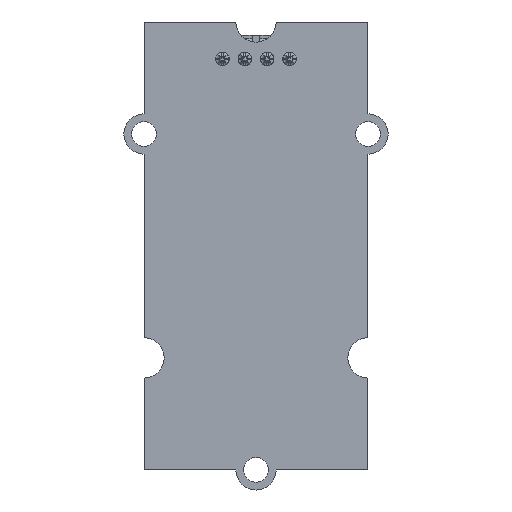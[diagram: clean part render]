
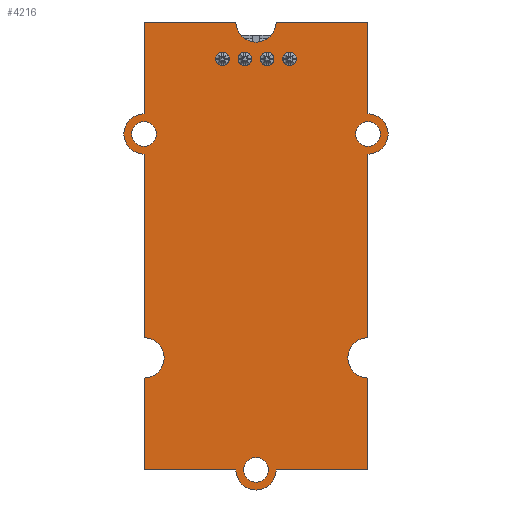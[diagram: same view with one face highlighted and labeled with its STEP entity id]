
A CAD part, front view. The second image highlights one B-rep face of the part: STEP entity #4216.
In plain terms, the highlighted planar face has unit normal (0, -1, 0).
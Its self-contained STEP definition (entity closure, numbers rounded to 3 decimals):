
#309=FACE_BOUND('',#578,.T.);
#310=FACE_BOUND('',#579,.T.);
#311=FACE_BOUND('',#580,.T.);
#319=FACE_OUTER_BOUND('',#577,.T.);
#577=EDGE_LOOP('',(#2836,#2837,#2838,#2839,#2840,#2841,#2842,#2843,#2844,
#2845,#2846,#2847,#2848,#2849,#2850,#2851));
#578=EDGE_LOOP('',(#2852));
#579=EDGE_LOOP('',(#2853));
#580=EDGE_LOOP('',(#2854));
#849=CIRCLE('',#4517,1.8);
#850=CIRCLE('',#4518,1.8);
#851=CIRCLE('',#4519,1.8);
#852=CIRCLE('',#4520,1.8);
#853=CIRCLE('',#4521,1.8);
#854=CIRCLE('',#4522,1.8);
#855=CIRCLE('',#4523,1.1);
#856=CIRCLE('',#4524,1.1);
#857=CIRCLE('',#4525,1.1);
#968=LINE('',#6025,#1407);
#969=LINE('',#6027,#1408);
#970=LINE('',#6031,#1409);
#971=LINE('',#6035,#1410);
#972=LINE('',#6037,#1411);
#973=LINE('',#6041,#1412);
#974=LINE('',#6043,#1413);
#975=LINE('',#6047,#1414);
#976=LINE('',#6051,#1415);
#977=LINE('',#6053,#1416);
#1407=VECTOR('',#4886,8.2);
#1408=VECTOR('',#4887,8.2);
#1409=VECTOR('',#4890,16.4);
#1410=VECTOR('',#4893,8.2);
#1411=VECTOR('',#4894,8.2);
#1412=VECTOR('',#4897,8.2);
#1413=VECTOR('',#4898,8.2);
#1414=VECTOR('',#4901,16.4);
#1415=VECTOR('',#4904,8.2);
#1416=VECTOR('',#4905,8.2);
#1855=VERTEX_POINT('',#6023);
#1856=VERTEX_POINT('',#6024);
#1857=VERTEX_POINT('',#6026);
#1858=VERTEX_POINT('',#6028);
#1859=VERTEX_POINT('',#6030);
#1860=VERTEX_POINT('',#6032);
#1861=VERTEX_POINT('',#6034);
#1862=VERTEX_POINT('',#6036);
#1863=VERTEX_POINT('',#6038);
#1864=VERTEX_POINT('',#6040);
#1865=VERTEX_POINT('',#6042);
#1866=VERTEX_POINT('',#6044);
#1867=VERTEX_POINT('',#6046);
#1868=VERTEX_POINT('',#6048);
#1869=VERTEX_POINT('',#6050);
#1870=VERTEX_POINT('',#6052);
#1871=VERTEX_POINT('',#6055);
#1872=VERTEX_POINT('',#6057);
#1873=VERTEX_POINT('',#6059);
#2231=EDGE_CURVE('',#1855,#1856,#968,.T.);
#2232=EDGE_CURVE('',#1857,#1855,#969,.T.);
#2233=EDGE_CURVE('',#1858,#1857,#849,.T.);
#2234=EDGE_CURVE('',#1859,#1858,#970,.T.);
#2235=EDGE_CURVE('',#1860,#1859,#850,.T.);
#2236=EDGE_CURVE('',#1861,#1860,#971,.T.);
#2237=EDGE_CURVE('',#1862,#1861,#972,.T.);
#2238=EDGE_CURVE('',#1863,#1862,#851,.T.);
#2239=EDGE_CURVE('',#1864,#1863,#973,.T.);
#2240=EDGE_CURVE('',#1865,#1864,#974,.T.);
#2241=EDGE_CURVE('',#1866,#1865,#852,.T.);
#2242=EDGE_CURVE('',#1867,#1866,#975,.T.);
#2243=EDGE_CURVE('',#1868,#1867,#853,.T.);
#2244=EDGE_CURVE('',#1869,#1868,#976,.T.);
#2245=EDGE_CURVE('',#1870,#1869,#977,.T.);
#2246=EDGE_CURVE('',#1856,#1870,#854,.T.);
#2247=EDGE_CURVE('',#1871,#1871,#855,.T.);
#2248=EDGE_CURVE('',#1872,#1872,#856,.T.);
#2249=EDGE_CURVE('',#1873,#1873,#857,.T.);
#2836=ORIENTED_EDGE('',*,*,#2231,.F.);
#2837=ORIENTED_EDGE('',*,*,#2232,.F.);
#2838=ORIENTED_EDGE('',*,*,#2233,.F.);
#2839=ORIENTED_EDGE('',*,*,#2234,.F.);
#2840=ORIENTED_EDGE('',*,*,#2235,.F.);
#2841=ORIENTED_EDGE('',*,*,#2236,.F.);
#2842=ORIENTED_EDGE('',*,*,#2237,.F.);
#2843=ORIENTED_EDGE('',*,*,#2238,.F.);
#2844=ORIENTED_EDGE('',*,*,#2239,.F.);
#2845=ORIENTED_EDGE('',*,*,#2240,.F.);
#2846=ORIENTED_EDGE('',*,*,#2241,.F.);
#2847=ORIENTED_EDGE('',*,*,#2242,.F.);
#2848=ORIENTED_EDGE('',*,*,#2243,.F.);
#2849=ORIENTED_EDGE('',*,*,#2244,.F.);
#2850=ORIENTED_EDGE('',*,*,#2245,.F.);
#2851=ORIENTED_EDGE('',*,*,#2246,.F.);
#2852=ORIENTED_EDGE('',*,*,#2247,.T.);
#2853=ORIENTED_EDGE('',*,*,#2248,.T.);
#2854=ORIENTED_EDGE('',*,*,#2249,.T.);
#4028=PLANE('',#4516);
#4216=ADVANCED_FACE('',(#319,#309,#310,#311),#4028,.F.);
#4516=AXIS2_PLACEMENT_3D('',#6022,#4884,#4885);
#4517=AXIS2_PLACEMENT_3D('',#6029,#4888,#4889);
#4518=AXIS2_PLACEMENT_3D('',#6033,#4891,#4892);
#4519=AXIS2_PLACEMENT_3D('',#6039,#4895,#4896);
#4520=AXIS2_PLACEMENT_3D('',#6045,#4899,#4900);
#4521=AXIS2_PLACEMENT_3D('',#6049,#4902,#4903);
#4522=AXIS2_PLACEMENT_3D('',#6054,#4906,#4907);
#4523=AXIS2_PLACEMENT_3D('',#6056,#4908,#4909);
#4524=AXIS2_PLACEMENT_3D('',#6058,#4910,#4911);
#4525=AXIS2_PLACEMENT_3D('',#6060,#4912,#4913);
#4884=DIRECTION('center_axis',(0.,1.,0.));
#4885=DIRECTION('ref_axis',(0.,0.,1.));
#4886=DIRECTION('',(0.,0.,1.));
#4887=DIRECTION('',(-1.,0.,0.));
#4888=DIRECTION('center_axis',(0.,-1.,0.));
#4889=DIRECTION('ref_axis',(0.,0.,1.));
#4890=DIRECTION('',(-1.,0.,0.));
#4891=DIRECTION('center_axis',(0.,1.,0.));
#4892=DIRECTION('ref_axis',(0.,0.,1.));
#4893=DIRECTION('',(-1.,0.,0.));
#4894=DIRECTION('',(0.,0.,-1.));
#4895=DIRECTION('center_axis',(0.,-1.,0.));
#4896=DIRECTION('ref_axis',(0.,0.,1.));
#4897=DIRECTION('',(0.,0.,-1.));
#4898=DIRECTION('',(1.,0.,0.));
#4899=DIRECTION('center_axis',(0.,1.,0.));
#4900=DIRECTION('ref_axis',(0.,0.,1.));
#4901=DIRECTION('',(1.,0.,0.));
#4902=DIRECTION('center_axis',(0.,-1.,0.));
#4903=DIRECTION('ref_axis',(0.,0.,1.));
#4904=DIRECTION('',(1.,0.,0.));
#4905=DIRECTION('',(0.,0.,1.));
#4906=DIRECTION('center_axis',(0.,1.,0.));
#4907=DIRECTION('ref_axis',(0.,0.,1.));
#4908=DIRECTION('center_axis',(0.,1.,0.));
#4909=DIRECTION('ref_axis',(0.,0.,1.));
#4910=DIRECTION('center_axis',(0.,1.,0.));
#4911=DIRECTION('ref_axis',(0.,0.,1.));
#4912=DIRECTION('center_axis',(0.,1.,0.));
#4913=DIRECTION('ref_axis',(0.,0.,1.));
#6022=CARTESIAN_POINT('Origin',(-20.,0.,0.));
#6023=CARTESIAN_POINT('',(-20.,0.,-10.));
#6024=CARTESIAN_POINT('',(-20.,0.,-1.8));
#6025=CARTESIAN_POINT('',(-20.,0.,-10.));
#6026=CARTESIAN_POINT('',(-11.8,0.,-10.));
#6027=CARTESIAN_POINT('',(-11.8,0.,-10.));
#6028=CARTESIAN_POINT('',(-8.2,0.,-10.));
#6029=CARTESIAN_POINT('Origin',(-10.,0.,-10.));
#6030=CARTESIAN_POINT('',(8.2,0.,-10.));
#6031=CARTESIAN_POINT('',(8.2,0.,-10.));
#6032=CARTESIAN_POINT('',(11.8,0.,-10.));
#6033=CARTESIAN_POINT('Origin',(10.,0.,-10.));
#6034=CARTESIAN_POINT('',(20.,0.,-10.));
#6035=CARTESIAN_POINT('',(20.,0.,-10.));
#6036=CARTESIAN_POINT('',(20.,0.,-1.8));
#6037=CARTESIAN_POINT('',(20.,0.,-1.8));
#6038=CARTESIAN_POINT('',(20.,0.,1.8));
#6039=CARTESIAN_POINT('Origin',(20.,0.,0.));
#6040=CARTESIAN_POINT('',(20.,0.,10.));
#6041=CARTESIAN_POINT('',(20.,0.,10.));
#6042=CARTESIAN_POINT('',(11.8,0.,10.));
#6043=CARTESIAN_POINT('',(11.8,0.,10.));
#6044=CARTESIAN_POINT('',(8.2,0.,10.));
#6045=CARTESIAN_POINT('Origin',(10.,0.,10.));
#6046=CARTESIAN_POINT('',(-8.2,0.,10.));
#6047=CARTESIAN_POINT('',(-8.2,0.,10.));
#6048=CARTESIAN_POINT('',(-11.8,0.,10.));
#6049=CARTESIAN_POINT('Origin',(-10.,0.,10.));
#6050=CARTESIAN_POINT('',(-20.,0.,10.));
#6051=CARTESIAN_POINT('',(-20.,0.,10.));
#6052=CARTESIAN_POINT('',(-20.,0.,1.8));
#6053=CARTESIAN_POINT('',(-20.,0.,1.8));
#6054=CARTESIAN_POINT('Origin',(-20.,0.,0.));
#6055=CARTESIAN_POINT('',(10.,0.,-8.9));
#6056=CARTESIAN_POINT('Origin',(10.,0.,-10.));
#6057=CARTESIAN_POINT('',(-20.,0.,1.1));
#6058=CARTESIAN_POINT('Origin',(-20.,0.,0.));
#6059=CARTESIAN_POINT('',(10.,0.,11.1));
#6060=CARTESIAN_POINT('Origin',(10.,0.,10.));
